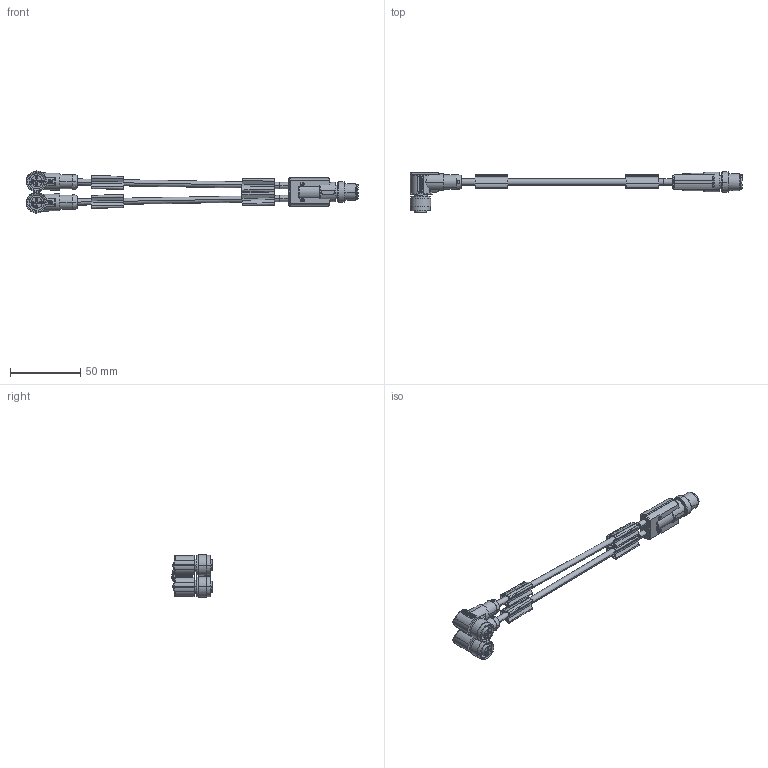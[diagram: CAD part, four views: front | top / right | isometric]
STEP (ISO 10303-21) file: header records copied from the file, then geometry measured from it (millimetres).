
FILE_DESCRIPTION(('SolidDesigner STEP Export'),'2;1');
FILE_NAME('1669055.stp','2011-11-09T15:23:42',(''),(''),'CoCreate Modeling STEP processor for AP214 (Solid Model)','CoCreate Modeling 16.00A 16-Aug-2008 (C) Parametric Technology GmbH','');
FILE_SCHEMA(('AUTOMOTIVE_DESIGN { 1 0 10303 214 1 1 1 1 }'));
Length unit declared in the file: millimetre
Products named in the file (2): 1669055
Assembly tree (1 placements, depth 2):
  1669055
    1669055
Bounding box: 235.52 x 28.9 x 29.97 mm (x, y, z)
Volume: 26243.1 mm3; surface area: 19926.9 mm2
Topology: 1 solids, 1 shells, 1432 faces, 3958 edges, 2618 vertices
Faces by surface type: plane 895, cylinder 318, cone 87, extrusion 76, bspline 42, torus 14
Entity records: 67392 total; most frequent: CARTESIAN_POINT 23098, ORIENTED_EDGE 7916, DIRECTION 6155, EDGE_CURVE 3958, VECTOR 2775, LINE 2699, VERTEX_POINT 2618, AXIS2_PLACEMENT_3D 1690
